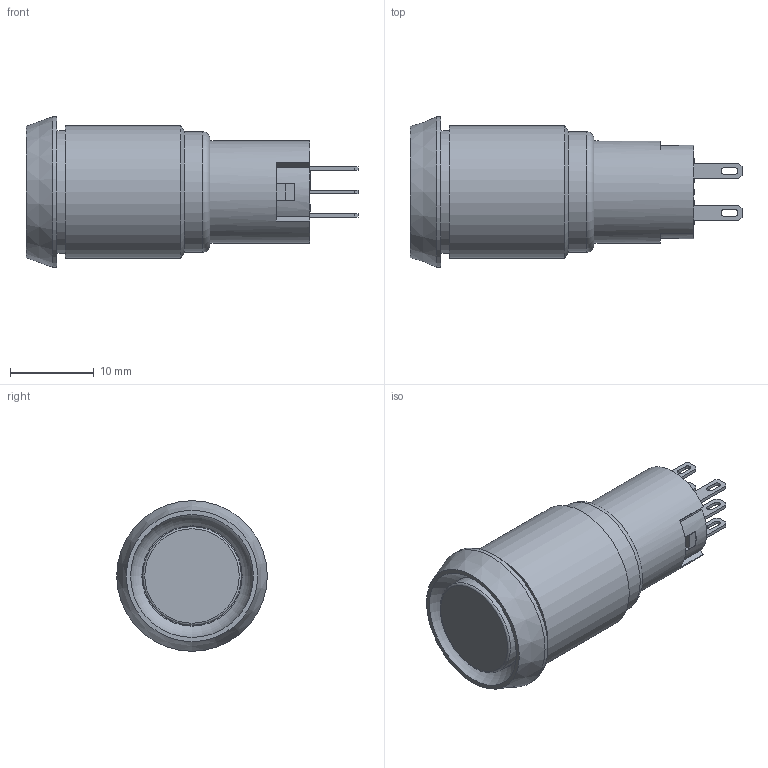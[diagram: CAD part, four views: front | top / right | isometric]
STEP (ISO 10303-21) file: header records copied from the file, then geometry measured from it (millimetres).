
FILE_DESCRIPTION(/* description */ (''),/* implementation_level */ '2;1');
FILE_NAME(/* name */ 'PV3WG2H0xx.stp',/* time_stamp */ '2025-05-28T14:01:11-05:00',/* author */ ('mroman'),/* organization */ (''),/* preprocessor_version */ 'ST-DEVELOPER v18.1',/* originating_system */ 'Autodesk Inventor 2022',/* authorisation */ '');
FILE_SCHEMA (('AUTOMOTIVE_DESIGN { 1 0 10303 214 3 1 1 }'));
Length unit declared in the file: centimetre
Products named in the file (1): PV3WG2H0xx
Bounding box: 39.7 x 18 x 18 mm (x, y, z)
Volume: 3880.5 mm3; surface area: 3332.9 mm2
Topology: 2 solids, 2 shells, 335 faces, 882 edges, 583 vertices
Faces by surface type: plane 231, bspline 68, cylinder 30, torus 4, cone 2
Full cylindrical faces by diameter (mm): 11 x1, 11.8 x1, 12 x1, 12.2 x1, 14.4 x1, 14.7 x1, 15.9 x1, 18 x1
Entity records: 10810 total; most frequent: CARTESIAN_POINT 2804, ORIENTED_EDGE 1764, DIRECTION 1379, EDGE_CURVE 882, LINE 649, VECTOR 649, VERTEX_POINT 583, EDGE_LOOP 387
